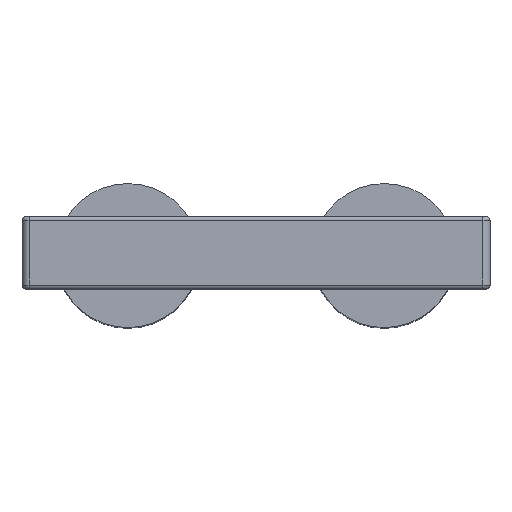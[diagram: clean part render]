
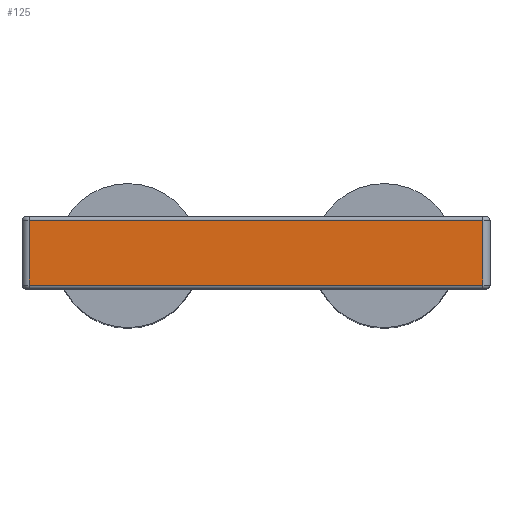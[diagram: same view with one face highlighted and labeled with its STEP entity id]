
A CAD part, top view. The second image highlights one B-rep face of the part: STEP entity #125.
In plain terms, the highlighted planar face has unit normal (0, 0, 1).
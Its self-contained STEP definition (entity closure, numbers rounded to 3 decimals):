
#107 = EDGE_CURVE ( 'NONE', #1754, #2972, #904, .T. ) ;
#125 = ADVANCED_FACE ( 'NONE', ( #1434 ), #3263, .F. ) ;
#213 = ORIENTED_EDGE ( 'NONE', *, *, #3096, .T. ) ;
#313 = VECTOR ( 'NONE', #3239, 1000. ) ;
#372 = DIRECTION ( 'NONE',  ( -1., 0., 0. ) ) ;
#404 = AXIS2_PLACEMENT_3D ( 'NONE', #1659, #2237, #1949 ) ;
#684 = CARTESIAN_POINT ( 'NONE',  ( 6.3, -0.9, 3.5 ) ) ;
#698 = ORIENTED_EDGE ( 'NONE', *, *, #107, .T. ) ;
#746 = DIRECTION ( 'NONE',  ( 0., 1., 0. ) ) ;
#904 = LINE ( 'NONE', #1197, #1015 ) ;
#1015 = VECTOR ( 'NONE', #372, 1000. ) ;
#1197 = CARTESIAN_POINT ( 'NONE',  ( -6.5, 0.9, 3.5 ) ) ;
#1299 = LINE ( 'NONE', #2645, #1799 ) ;
#1434 = FACE_OUTER_BOUND ( 'NONE', #2203, .T. ) ;
#1496 = ORIENTED_EDGE ( 'NONE', *, *, #1974, .T. ) ;
#1504 = EDGE_CURVE ( 'NONE', #2962, #1754, #1299, .T. ) ;
#1637 = VECTOR ( 'NONE', #1709, 1000. ) ;
#1659 = CARTESIAN_POINT ( 'NONE',  ( -6.5, 1., 3.5 ) ) ;
#1709 = DIRECTION ( 'NONE',  ( 1., 0., 0. ) ) ;
#1746 = LINE ( 'NONE', #684, #1637 ) ;
#1754 = VERTEX_POINT ( 'NONE', #2807 ) ;
#1799 = VECTOR ( 'NONE', #746, 1000. ) ;
#1828 = ORIENTED_EDGE ( 'NONE', *, *, #1504, .T. ) ;
#1879 = VERTEX_POINT ( 'NONE', #3300 ) ;
#1949 = DIRECTION ( 'NONE',  ( 0., -1., 0. ) ) ;
#1974 = EDGE_CURVE ( 'NONE', #2972, #1879, #3256, .T. ) ;
#2203 = EDGE_LOOP ( 'NONE', ( #1496, #213, #1828, #698 ) ) ;
#2237 = DIRECTION ( 'NONE',  ( 0., 0., -1. ) ) ;
#2595 = CARTESIAN_POINT ( 'NONE',  ( 6.3, -0.9, 3.5 ) ) ;
#2645 = CARTESIAN_POINT ( 'NONE',  ( 6.3, 1., 3.5 ) ) ;
#2646 = CARTESIAN_POINT ( 'NONE',  ( -6.3, 0.9, 3.5 ) ) ;
#2717 = CARTESIAN_POINT ( 'NONE',  ( -6.3, 1., 3.5 ) ) ;
#2807 = CARTESIAN_POINT ( 'NONE',  ( 6.3, 0.9, 3.5 ) ) ;
#2962 = VERTEX_POINT ( 'NONE', #2595 ) ;
#2972 = VERTEX_POINT ( 'NONE', #2646 ) ;
#3096 = EDGE_CURVE ( 'NONE', #1879, #2962, #1746, .T. ) ;
#3239 = DIRECTION ( 'NONE',  ( 0., -1., 0. ) ) ;
#3256 = LINE ( 'NONE', #2717, #313 ) ;
#3263 = PLANE ( 'NONE',  #404 ) ;
#3300 = CARTESIAN_POINT ( 'NONE',  ( -6.3, -0.9, 3.5 ) ) ;
